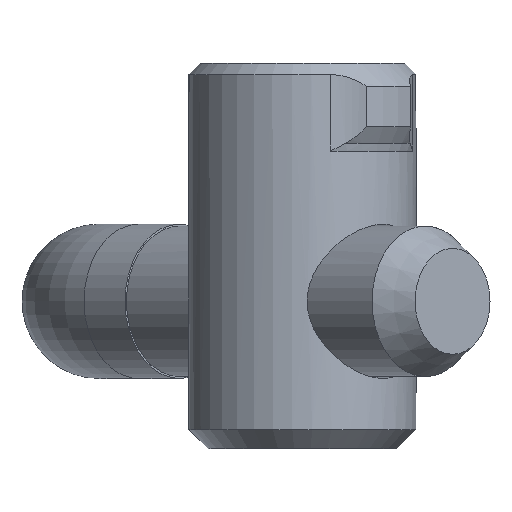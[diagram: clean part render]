
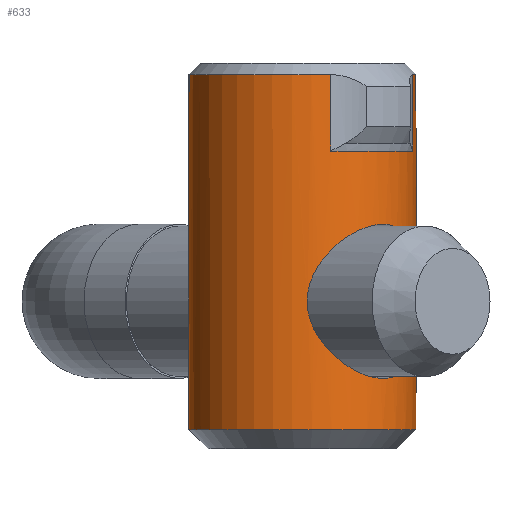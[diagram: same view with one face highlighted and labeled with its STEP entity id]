
A CAD part, left-side view. The second image highlights one B-rep face of the part: STEP entity #633.
In plain terms, the highlighted cylindrical face has radius 5.9 mm (diameter 11.8 mm), a full revolution.
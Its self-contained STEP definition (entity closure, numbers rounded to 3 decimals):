
#39=LINE('',#1176,#59);
#41=LINE('',#1193,#61);
#43=LINE('',#1206,#63);
#44=LINE('',#1209,#64);
#59=VECTOR('',#813,3.96);
#61=VECTOR('',#817,3.96);
#63=VECTOR('',#833,3.96);
#64=VECTOR('',#836,3.96);
#114=CYLINDRICAL_SURFACE('',#700,5.9);
#132=FACE_BOUND('',#221,.T.);
#133=FACE_BOUND('',#222,.T.);
#134=FACE_BOUND('',#223,.T.);
#166=FACE_OUTER_BOUND('',#220,.T.);
#220=EDGE_LOOP('',(#516,#517,#518,#519,#520,#521,#522,#523));
#221=EDGE_LOOP('',(#524));
#222=EDGE_LOOP('',(#525,#526));
#223=EDGE_LOOP('',(#527));
#263=CIRCLE('',#683,5.9);
#266=CIRCLE('',#688,5.9);
#270=CIRCLE('',#698,5.9);
#272=CIRCLE('',#701,5.9);
#273=CIRCLE('',#702,5.9);
#298=B_SPLINE_CURVE_WITH_KNOTS('',3,(#1211,#1212,#1213,#1214,#1215,#1216,
#1217,#1218,#1219,#1220,#1221,#1222,#1223,#1224,#1225,#1226,#1227,#1228,
#1229,#1230,#1231,#1232,#1233,#1234,#1235,#1236,#1237,#1238,#1239,#1240,
#1241,#1242,#1243,#1244),.UNSPECIFIED.,.T.,.F.,(4,2,2,2,2,2,2,2,2,2,2,2,
2,2,2,2,4),(0.,0.158,0.316,0.473,0.629,
0.785,0.942,1.1,1.258,1.416,
1.574,1.731,1.887,2.043,2.199,
2.358,2.516),.UNSPECIFIED.);
#299=B_SPLINE_CURVE_WITH_KNOTS('',3,(#1247,#1248,#1249,#1250,#1251,#1252,
#1253,#1254,#1255,#1256,#1257,#1258,#1259,#1260,#1261,#1262,#1263,#1264),
 .UNSPECIFIED.,.F.,.F.,(4,2,2,2,2,2,2,2,4),(0.629,0.785,
0.942,1.1,1.258,1.416,1.574,
1.731,1.887),.UNSPECIFIED.);
#300=B_SPLINE_CURVE_WITH_KNOTS('',3,(#1265,#1266,#1267,#1268,#1269,#1270,
#1271,#1272,#1273,#1274,#1275,#1276,#1277,#1278,#1279,#1280,#1281,#1282,
#1283),.UNSPECIFIED.,.F.,.F.,(4,2,2,2,3,2,2,2,4),(1.887,2.043,
2.199,2.358,2.516,2.674,2.832,
2.988,3.145),.UNSPECIFIED.);
#322=VERTEX_POINT('',#1099);
#325=VERTEX_POINT('',#1109);
#328=VERTEX_POINT('',#1134);
#331=VERTEX_POINT('',#1144);
#336=VERTEX_POINT('',#1175);
#338=VERTEX_POINT('',#1186);
#340=VERTEX_POINT('',#1199);
#342=VERTEX_POINT('',#1205);
#343=VERTEX_POINT('',#1207);
#344=VERTEX_POINT('',#1210);
#345=VERTEX_POINT('',#1245);
#346=VERTEX_POINT('',#1246);
#387=EDGE_CURVE('',#325,#322,#263,.T.);
#394=EDGE_CURVE('',#331,#328,#266,.T.);
#401=EDGE_CURVE('',#336,#328,#39,.T.);
#405=EDGE_CURVE('',#338,#325,#41,.T.);
#408=EDGE_CURVE('',#340,#340,#270,.T.);
#410=EDGE_CURVE('',#338,#336,#272,.T.);
#411=EDGE_CURVE('',#342,#331,#43,.T.);
#412=EDGE_CURVE('',#342,#343,#273,.T.);
#413=EDGE_CURVE('',#343,#322,#44,.T.);
#414=EDGE_CURVE('',#344,#344,#298,.T.);
#415=EDGE_CURVE('',#345,#346,#299,.T.);
#416=EDGE_CURVE('',#346,#345,#300,.T.);
#516=ORIENTED_EDGE('',*,*,#405,.F.);
#517=ORIENTED_EDGE('',*,*,#410,.T.);
#518=ORIENTED_EDGE('',*,*,#401,.T.);
#519=ORIENTED_EDGE('',*,*,#394,.F.);
#520=ORIENTED_EDGE('',*,*,#411,.F.);
#521=ORIENTED_EDGE('',*,*,#412,.T.);
#522=ORIENTED_EDGE('',*,*,#413,.T.);
#523=ORIENTED_EDGE('',*,*,#387,.F.);
#524=ORIENTED_EDGE('',*,*,#414,.T.);
#525=ORIENTED_EDGE('',*,*,#415,.T.);
#526=ORIENTED_EDGE('',*,*,#416,.T.);
#527=ORIENTED_EDGE('',*,*,#408,.F.);
#633=ADVANCED_FACE('',(#166,#132,#133,#134),#114,.T.);
#683=AXIS2_PLACEMENT_3D('',#1116,#789,#790);
#688=AXIS2_PLACEMENT_3D('',#1151,#799,#800);
#698=AXIS2_PLACEMENT_3D('',#1200,#825,#826);
#700=AXIS2_PLACEMENT_3D('',#1203,#829,#830);
#701=AXIS2_PLACEMENT_3D('',#1204,#831,#832);
#702=AXIS2_PLACEMENT_3D('',#1208,#834,#835);
#789=DIRECTION('center_axis',(0.,0.,1.));
#790=DIRECTION('ref_axis',(0.,1.,0.));
#799=DIRECTION('center_axis',(0.,0.,1.));
#800=DIRECTION('ref_axis',(0.,-1.,0.));
#813=DIRECTION('',(0.,0.,-1.));
#817=DIRECTION('',(0.,0.,-1.));
#825=DIRECTION('center_axis',(0.,0.,-1.));
#826=DIRECTION('ref_axis',(-1.,0.,0.));
#829=DIRECTION('center_axis',(0.,0.,1.));
#830=DIRECTION('ref_axis',(-1.,0.,0.));
#831=DIRECTION('center_axis',(0.,0.,-1.));
#832=DIRECTION('ref_axis',(-1.,0.,0.));
#833=DIRECTION('',(0.,0.,-1.));
#834=DIRECTION('center_axis',(0.,0.,-1.));
#835=DIRECTION('ref_axis',(-1.,0.,0.));
#836=DIRECTION('',(0.,0.,-1.));
#1099=CARTESIAN_POINT('',(-3.,5.08,5.44));
#1109=CARTESIAN_POINT('',(3.,5.08,5.44));
#1116=CARTESIAN_POINT('Origin',(0.,0.,5.44));
#1134=CARTESIAN_POINT('',(3.,-5.08,5.44));
#1144=CARTESIAN_POINT('',(-3.,-5.08,5.44));
#1151=CARTESIAN_POINT('Origin',(0.,0.,5.44));
#1175=CARTESIAN_POINT('',(3.,-5.08,9.4));
#1176=CARTESIAN_POINT('',(3.,-5.08,10.));
#1186=CARTESIAN_POINT('',(3.,5.08,9.4));
#1193=CARTESIAN_POINT('',(3.,5.08,10.));
#1199=CARTESIAN_POINT('',(5.9,0.,-9.));
#1200=CARTESIAN_POINT('Origin',(0.,0.,-9.));
#1203=CARTESIAN_POINT('Origin',(0.,0.,-10.));
#1204=CARTESIAN_POINT('Origin',(0.,0.,9.4));
#1205=CARTESIAN_POINT('',(-3.,-5.08,9.4));
#1206=CARTESIAN_POINT('',(-3.,-5.08,10.));
#1207=CARTESIAN_POINT('',(-3.,5.08,9.4));
#1208=CARTESIAN_POINT('Origin',(0.,0.,9.4));
#1209=CARTESIAN_POINT('',(-3.,5.08,10.));
#1210=CARTESIAN_POINT('',(4.,4.337,-2.35));
#1211=CARTESIAN_POINT('Ctrl Pts',(4.,4.337,-2.35));
#1212=CARTESIAN_POINT('Ctrl Pts',(4.,4.337,-1.823));
#1213=CARTESIAN_POINT('Ctrl Pts',(3.891,4.443,-1.282));
#1214=CARTESIAN_POINT('Ctrl Pts',(3.479,4.772,-0.307));
#1215=CARTESIAN_POINT('Ctrl Pts',(3.176,4.988,0.131));
#1216=CARTESIAN_POINT('Ctrl Pts',(2.485,5.366,0.822));
#1217=CARTESIAN_POINT('Ctrl Pts',(2.047,5.557,1.128));
#1218=CARTESIAN_POINT('Ctrl Pts',(1.065,5.825,1.542));
#1219=CARTESIAN_POINT('Ctrl Pts',(0.521,5.9,1.65));
#1220=CARTESIAN_POINT('Ctrl Pts',(-0.521,5.9,1.65));
#1221=CARTESIAN_POINT('Ctrl Pts',(-1.065,5.825,1.542));
#1222=CARTESIAN_POINT('Ctrl Pts',(-2.047,5.557,1.128));
#1223=CARTESIAN_POINT('Ctrl Pts',(-2.485,5.366,0.822));
#1224=CARTESIAN_POINT('Ctrl Pts',(-3.176,4.988,0.131));
#1225=CARTESIAN_POINT('Ctrl Pts',(-3.479,4.772,-0.307));
#1226=CARTESIAN_POINT('Ctrl Pts',(-3.891,4.443,-1.282));
#1227=CARTESIAN_POINT('Ctrl Pts',(-4.,4.337,-1.823));
#1228=CARTESIAN_POINT('Ctrl Pts',(-4.,4.337,-2.877));
#1229=CARTESIAN_POINT('Ctrl Pts',(-3.891,4.443,-3.418));
#1230=CARTESIAN_POINT('Ctrl Pts',(-3.479,4.772,-4.393));
#1231=CARTESIAN_POINT('Ctrl Pts',(-3.176,4.988,-4.831));
#1232=CARTESIAN_POINT('Ctrl Pts',(-2.485,5.366,-5.522));
#1233=CARTESIAN_POINT('Ctrl Pts',(-2.047,5.557,-5.828));
#1234=CARTESIAN_POINT('Ctrl Pts',(-1.065,5.825,-6.242));
#1235=CARTESIAN_POINT('Ctrl Pts',(-0.521,5.9,-6.35));
#1236=CARTESIAN_POINT('Ctrl Pts',(0.521,5.9,-6.35));
#1237=CARTESIAN_POINT('Ctrl Pts',(1.065,5.825,-6.242));
#1238=CARTESIAN_POINT('Ctrl Pts',(2.047,5.557,-5.828));
#1239=CARTESIAN_POINT('Ctrl Pts',(2.485,5.366,-5.522));
#1240=CARTESIAN_POINT('Ctrl Pts',(3.176,4.988,-4.831));
#1241=CARTESIAN_POINT('Ctrl Pts',(3.479,4.772,-4.393));
#1242=CARTESIAN_POINT('Ctrl Pts',(3.891,4.443,-3.418));
#1243=CARTESIAN_POINT('Ctrl Pts',(4.,4.337,-2.877));
#1244=CARTESIAN_POINT('Ctrl Pts',(4.,4.337,-2.35));
#1245=CARTESIAN_POINT('',(0.,-5.9,-6.35));
#1246=CARTESIAN_POINT('',(0.,-5.9,1.65));
#1247=CARTESIAN_POINT('Ctrl Pts',(0.,-5.9,-6.35));
#1248=CARTESIAN_POINT('Ctrl Pts',(-0.521,-5.9,-6.35));
#1249=CARTESIAN_POINT('Ctrl Pts',(-1.065,-5.825,-6.242));
#1250=CARTESIAN_POINT('Ctrl Pts',(-2.047,-5.557,-5.828));
#1251=CARTESIAN_POINT('Ctrl Pts',(-2.485,-5.366,-5.522));
#1252=CARTESIAN_POINT('Ctrl Pts',(-3.176,-4.988,-4.831));
#1253=CARTESIAN_POINT('Ctrl Pts',(-3.479,-4.772,-4.393));
#1254=CARTESIAN_POINT('Ctrl Pts',(-3.891,-4.443,-3.418));
#1255=CARTESIAN_POINT('Ctrl Pts',(-4.,-4.337,-2.877));
#1256=CARTESIAN_POINT('Ctrl Pts',(-4.,-4.337,-1.823));
#1257=CARTESIAN_POINT('Ctrl Pts',(-3.891,-4.443,-1.282));
#1258=CARTESIAN_POINT('Ctrl Pts',(-3.479,-4.772,-0.307));
#1259=CARTESIAN_POINT('Ctrl Pts',(-3.176,-4.988,0.131));
#1260=CARTESIAN_POINT('Ctrl Pts',(-2.485,-5.366,0.822));
#1261=CARTESIAN_POINT('Ctrl Pts',(-2.047,-5.557,1.128));
#1262=CARTESIAN_POINT('Ctrl Pts',(-1.065,-5.825,1.542));
#1263=CARTESIAN_POINT('Ctrl Pts',(-0.521,-5.9,1.65));
#1264=CARTESIAN_POINT('Ctrl Pts',(0.,-5.9,1.65));
#1265=CARTESIAN_POINT('Ctrl Pts',(0.,-5.9,1.65));
#1266=CARTESIAN_POINT('Ctrl Pts',(0.521,-5.9,1.65));
#1267=CARTESIAN_POINT('Ctrl Pts',(1.065,-5.825,1.542));
#1268=CARTESIAN_POINT('Ctrl Pts',(2.047,-5.557,1.128));
#1269=CARTESIAN_POINT('Ctrl Pts',(2.485,-5.366,0.822));
#1270=CARTESIAN_POINT('Ctrl Pts',(3.176,-4.988,0.131));
#1271=CARTESIAN_POINT('Ctrl Pts',(3.479,-4.772,-0.307));
#1272=CARTESIAN_POINT('Ctrl Pts',(3.891,-4.443,-1.282));
#1273=CARTESIAN_POINT('Ctrl Pts',(4.,-4.337,-1.823));
#1274=CARTESIAN_POINT('Ctrl Pts',(4.,-4.337,-2.35));
#1275=CARTESIAN_POINT('Ctrl Pts',(4.,-4.337,-2.877));
#1276=CARTESIAN_POINT('Ctrl Pts',(3.891,-4.443,-3.418));
#1277=CARTESIAN_POINT('Ctrl Pts',(3.479,-4.772,-4.393));
#1278=CARTESIAN_POINT('Ctrl Pts',(3.176,-4.988,-4.831));
#1279=CARTESIAN_POINT('Ctrl Pts',(2.485,-5.366,-5.522));
#1280=CARTESIAN_POINT('Ctrl Pts',(2.047,-5.557,-5.828));
#1281=CARTESIAN_POINT('Ctrl Pts',(1.065,-5.825,-6.242));
#1282=CARTESIAN_POINT('Ctrl Pts',(0.521,-5.9,-6.35));
#1283=CARTESIAN_POINT('Ctrl Pts',(0.,-5.9,-6.35));
